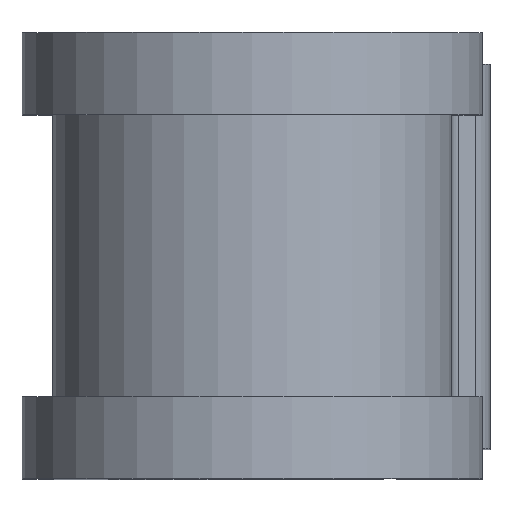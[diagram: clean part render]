
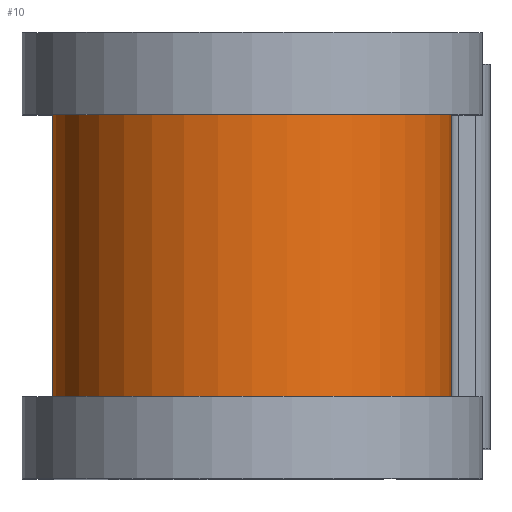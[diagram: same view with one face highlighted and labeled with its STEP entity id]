
A CAD part, top view. The second image highlights one B-rep face of the part: STEP entity #10.
In plain terms, the highlighted cylindrical face has radius 9.881 mm (diameter 19.761 mm), a partial arc.
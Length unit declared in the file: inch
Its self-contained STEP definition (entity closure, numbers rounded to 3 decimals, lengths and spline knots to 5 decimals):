
#10 = ADVANCED_FACE ( 'NONE', ( #1945 ), #1735, .T. ) ;
#25 = VERTEX_POINT ( 'NONE', #78 ) ;
#78 = CARTESIAN_POINT ( 'NONE',  ( -0.389, -0.275, 0.562 ) ) ;
#133 = CARTESIAN_POINT ( 'NONE',  ( -0.389, 0.375, 0.562 ) ) ;
#135 = VERTEX_POINT ( 'NONE', #1947 ) ;
#146 = DIRECTION ( 'NONE',  ( 0., -1., 0. ) ) ;
#159 = DIRECTION ( 'NONE',  ( 0., -1., 0. ) ) ;
#208 = CARTESIAN_POINT ( 'NONE',  ( 0., 0.275, 0.562 ) ) ;
#209 = LINE ( 'NONE', #1852, #1589 ) ;
#274 = DIRECTION ( 'NONE',  ( 0., 0., -1. ) ) ;
#283 = ORIENTED_EDGE ( 'NONE', *, *, #1155, .F. ) ;
#299 = LINE ( 'NONE', #133, #1978 ) ;
#323 = DIRECTION ( 'NONE',  ( 0., -1., 0. ) ) ;
#325 = CIRCLE ( 'NONE', #1187, 0.389 ) ;
#398 = DIRECTION ( 'NONE',  ( 0., 0., -1. ) ) ;
#440 = ORIENTED_EDGE ( 'NONE', *, *, #1922, .T. ) ;
#484 = CARTESIAN_POINT ( 'NONE',  ( 0.389, 0.275, 0.562 ) ) ;
#510 = EDGE_LOOP ( 'NONE', ( #283, #440, #643, #822 ) ) ;
#630 = EDGE_CURVE ( 'NONE', #135, #25, #2039, .T. ) ;
#643 = ORIENTED_EDGE ( 'NONE', *, *, #1014, .T. ) ;
#822 = ORIENTED_EDGE ( 'NONE', *, *, #630, .F. ) ;
#898 = VERTEX_POINT ( 'NONE', #484 ) ;
#1014 = EDGE_CURVE ( 'NONE', #1120, #25, #299, .T. ) ;
#1120 = VERTEX_POINT ( 'NONE', #1277 ) ;
#1155 = EDGE_CURVE ( 'NONE', #898, #135, #209, .T. ) ;
#1187 = AXIS2_PLACEMENT_3D ( 'NONE', #208, #1453, #398 ) ;
#1266 = CARTESIAN_POINT ( 'NONE',  ( 0., -0.275, 0.562 ) ) ;
#1277 = CARTESIAN_POINT ( 'NONE',  ( -0.389, 0.275, 0.562 ) ) ;
#1356 = AXIS2_PLACEMENT_3D ( 'NONE', #1266, #146, #1412 ) ;
#1412 = DIRECTION ( 'NONE',  ( 0., 0., -1. ) ) ;
#1453 = DIRECTION ( 'NONE',  ( 0., -1., 0. ) ) ;
#1499 = CARTESIAN_POINT ( 'NONE',  ( 0., 0.375, 0.562 ) ) ;
#1589 = VECTOR ( 'NONE', #159, 39.37008 ) ;
#1623 = DIRECTION ( 'NONE',  ( 0., -1., 0. ) ) ;
#1735 = CYLINDRICAL_SURFACE ( 'NONE', #2056, 0.389 ) ;
#1852 = CARTESIAN_POINT ( 'NONE',  ( 0.389, 0.375, 0.562 ) ) ;
#1922 = EDGE_CURVE ( 'NONE', #898, #1120, #325, .T. ) ;
#1945 = FACE_OUTER_BOUND ( 'NONE', #510, .T. ) ;
#1947 = CARTESIAN_POINT ( 'NONE',  ( 0.389, -0.275, 0.562 ) ) ;
#1978 = VECTOR ( 'NONE', #323, 39.37008 ) ;
#2039 = CIRCLE ( 'NONE', #1356, 0.389 ) ;
#2056 = AXIS2_PLACEMENT_3D ( 'NONE', #1499, #1623, #274 ) ;
